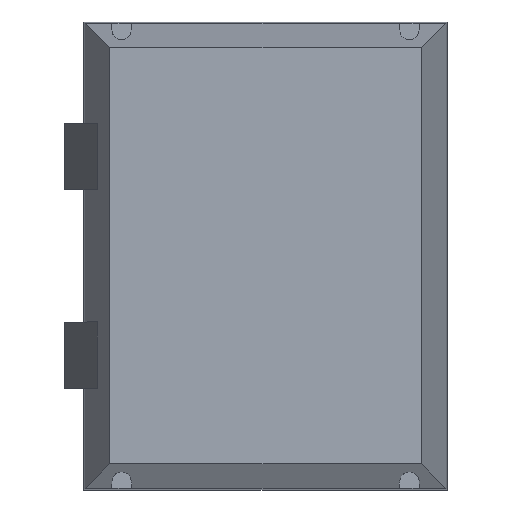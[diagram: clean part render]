
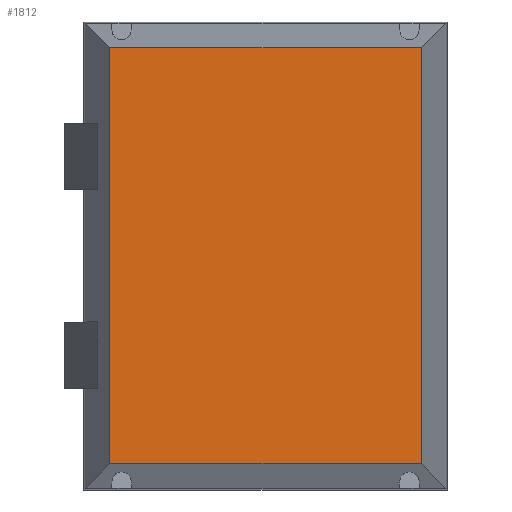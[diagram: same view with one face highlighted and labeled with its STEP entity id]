
A CAD part, top view. The second image highlights one B-rep face of the part: STEP entity #1812.
In plain terms, the highlighted planar face has unit normal (0, 0, 1).
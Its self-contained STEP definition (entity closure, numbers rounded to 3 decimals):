
#1617=CARTESIAN_POINT('',(14.177,-125.823,168.7));
#1618=VERTEX_POINT('',#1617);
#1625=CARTESIAN_POINT('',(14.177,125.823,168.7));
#1626=VERTEX_POINT('',#1625);
#1627=CARTESIAN_POINT('',(14.177,125.823,168.7));
#1628=DIRECTION('',(0.0,-1.0,0.0));
#1629=VECTOR('',#1628,251.646);
#1630=LINE('',#1627,#1629);
#1631=EDGE_CURVE('',#1626,#1618,#1630,.T.);
#1707=CARTESIAN_POINT('',(202.823,125.823,168.7));
#1708=VERTEX_POINT('',#1707);
#1715=CARTESIAN_POINT('',(202.823,-125.823,168.7));
#1716=VERTEX_POINT('',#1715);
#1717=CARTESIAN_POINT('',(202.823,-125.823,168.7));
#1718=DIRECTION('',(0.0,1.0,0.0));
#1719=VECTOR('',#1718,251.646);
#1720=LINE('',#1717,#1719);
#1721=EDGE_CURVE('',#1716,#1708,#1720,.T.);
#1779=CARTESIAN_POINT('',(14.177,125.823,168.7));
#1780=DIRECTION('',(1.0,0.0,0.0));
#1781=VECTOR('',#1780,188.645);
#1782=LINE('',#1779,#1781);
#1783=EDGE_CURVE('',#1626,#1708,#1782,.T.);
#1796=CARTESIAN_POINT('',(-1.5,-125.823,168.7));
#1797=DIRECTION('',(0.0,0.0,1.0));
#1798=DIRECTION('',(1.0,0.0,0.0));
#1799=AXIS2_PLACEMENT_3D('',#1796,#1797,#1798);
#1800=PLANE('',#1799);
#1801=ORIENTED_EDGE('',*,*,#1631,.T.);
#1802=CARTESIAN_POINT('',(14.177,-125.823,168.7));
#1803=DIRECTION('',(1.0,0.0,0.0));
#1804=VECTOR('',#1803,188.645);
#1805=LINE('',#1802,#1804);
#1806=EDGE_CURVE('',#1618,#1716,#1805,.T.);
#1807=ORIENTED_EDGE('',*,*,#1806,.T.);
#1808=ORIENTED_EDGE('',*,*,#1721,.T.);
#1809=ORIENTED_EDGE('',*,*,#1783,.F.);
#1810=EDGE_LOOP('',(#1801,#1807,#1808,#1809));
#1811=FACE_OUTER_BOUND('',#1810,.T.);
#1812=ADVANCED_FACE('',(#1811),#1800,.T.);
